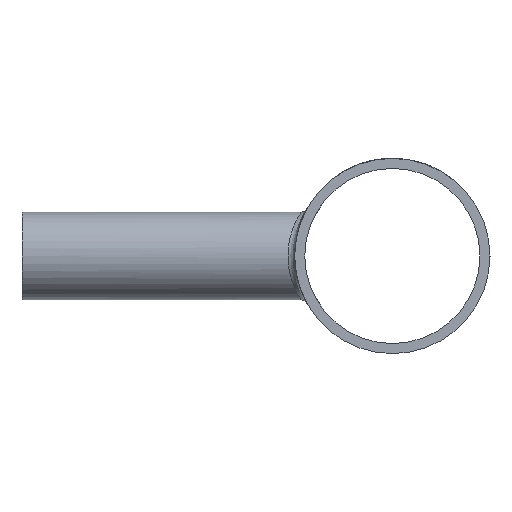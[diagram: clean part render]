
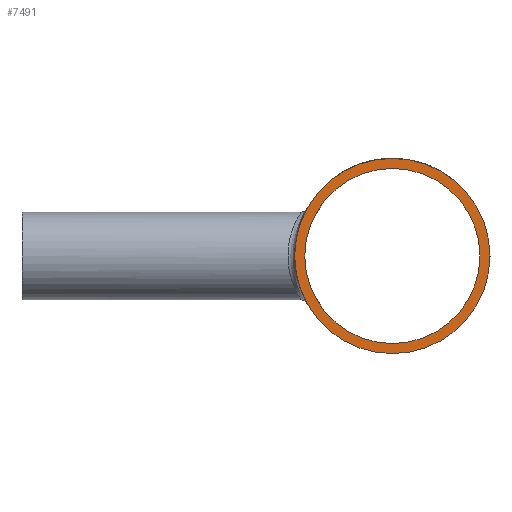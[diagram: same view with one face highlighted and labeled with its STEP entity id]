
A CAD part, left-side view. The second image highlights one B-rep face of the part: STEP entity #7491.
In plain terms, the highlighted planar face has unit normal (-1, 0, 0).
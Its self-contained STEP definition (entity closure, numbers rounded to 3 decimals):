
#142 = VERTEX_POINT ( 'NONE', #9313 ) ;
#1915 = DIRECTION ( 'NONE',  ( -1., 0., 0. ) ) ;
#2989 = AXIS2_PLACEMENT_3D ( 'NONE', #8497, #1915, #16434 ) ;
#3302 = FACE_BOUND ( 'NONE', #10524, .T. ) ;
#3309 = EDGE_CURVE ( 'NONE', #6824, #6824, #8866, .T. ) ;
#5690 = CARTESIAN_POINT ( 'NONE',  ( -55., 0., 13. ) ) ;
#6742 = EDGE_CURVE ( 'NONE', #142, #142, #7170, .T. ) ;
#6824 = VERTEX_POINT ( 'NONE', #5690 ) ;
#7170 = CIRCLE ( 'NONE', #2989, 14.5 ) ;
#7375 = DIRECTION ( 'NONE',  ( 0., 0., 1. ) ) ;
#7459 = ORIENTED_EDGE ( 'NONE', *, *, #6742, .T. ) ;
#7491 = ADVANCED_FACE ( 'NONE', ( #3302, #13855 ), #16519, .T. ) ;
#8497 = CARTESIAN_POINT ( 'NONE',  ( -55., 0., 0. ) ) ;
#8866 = CIRCLE ( 'NONE', #11073, 13. ) ;
#9095 = AXIS2_PLACEMENT_3D ( 'NONE', #10035, #15142, #7375 ) ;
#9313 = CARTESIAN_POINT ( 'NONE',  ( -55., 0., 14.5 ) ) ;
#9698 = DIRECTION ( 'NONE',  ( -1., 0., 0. ) ) ;
#10035 = CARTESIAN_POINT ( 'NONE',  ( -55., 0., 0. ) ) ;
#10524 = EDGE_LOOP ( 'NONE', ( #15420 ) ) ;
#11073 = AXIS2_PLACEMENT_3D ( 'NONE', #14888, #9698, #16263 ) ;
#11100 = EDGE_LOOP ( 'NONE', ( #7459 ) ) ;
#13855 = FACE_OUTER_BOUND ( 'NONE', #11100, .T. ) ;
#14888 = CARTESIAN_POINT ( 'NONE',  ( -55., 0., 0. ) ) ;
#15142 = DIRECTION ( 'NONE',  ( -1., 0., 0. ) ) ;
#15420 = ORIENTED_EDGE ( 'NONE', *, *, #3309, .F. ) ;
#16263 = DIRECTION ( 'NONE',  ( 0., 0., 1. ) ) ;
#16434 = DIRECTION ( 'NONE',  ( 0., 0., 1. ) ) ;
#16519 = PLANE ( 'NONE',  #9095 ) ;
